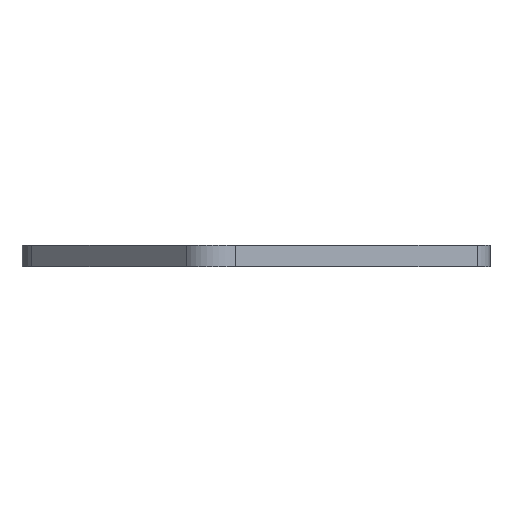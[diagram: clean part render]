
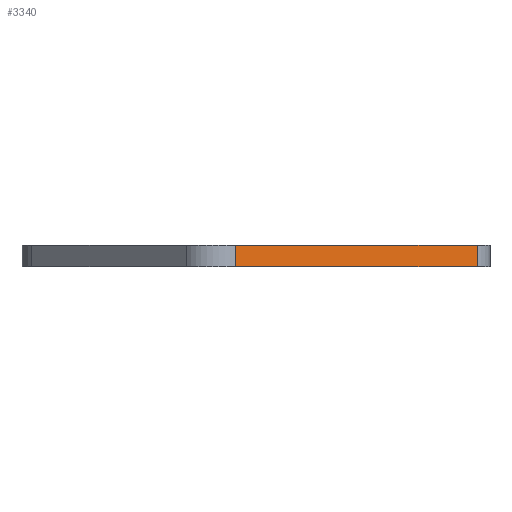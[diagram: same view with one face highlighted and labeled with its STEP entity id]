
A CAD part, left-side view. The second image highlights one B-rep face of the part: STEP entity #3340.
In plain terms, the highlighted planar face has unit normal (-0.793, -0.609, 0).
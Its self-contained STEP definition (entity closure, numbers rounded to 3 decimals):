
#72 = PLANE('',#73);
#73 = AXIS2_PLACEMENT_3D('',#74,#75,#76);
#74 = CARTESIAN_POINT('',(4.593,-2.438,3.));
#75 = DIRECTION('',(0.,0.,-1.));
#76 = DIRECTION('',(-1.,0.,0.));
#126 = PLANE('',#127);
#127 = AXIS2_PLACEMENT_3D('',#128,#129,#130);
#128 = CARTESIAN_POINT('',(4.593,-2.438,0.));
#129 = DIRECTION('',(0.,0.,1.));
#130 = DIRECTION('',(1.,0.,0.));
#1128 = VERTEX_POINT('',#1129);
#1129 = CARTESIAN_POINT('',(-51.674,22.297,0.));
#1144 = CYLINDRICAL_SURFACE('',#1145,5.);
#1145 = AXIS2_PLACEMENT_3D('',#1146,#1147,#1148);
#1146 = CARTESIAN_POINT('',(-47.707,25.341,0.));
#1147 = DIRECTION('',(-0.,-0.,-1.));
#1148 = DIRECTION('',(1.,0.,0.));
#1156 = EDGE_CURVE('',#1128,#1157,#1159,.T.);
#1157 = VERTEX_POINT('',#1158);
#1158 = CARTESIAN_POINT('',(-26.289,-10.785,0.));
#1159 = SURFACE_CURVE('',#1160,(#1164,#1171),.PCURVE_S1.);
#1160 = LINE('',#1161,#1162);
#1161 = CARTESIAN_POINT('',(-51.674,22.297,0.));
#1162 = VECTOR('',#1163,1.);
#1163 = DIRECTION('',(0.609,-0.793,0.));
#1164 = PCURVE('',#126,#1165);
#1165 = DEFINITIONAL_REPRESENTATION('',(#1166),#1170);
#1166 = LINE('',#1167,#1168);
#1167 = CARTESIAN_POINT('',(-56.267,24.735));
#1168 = VECTOR('',#1169,1.);
#1169 = DIRECTION('',(0.609,-0.793));
#1170 = ( GEOMETRIC_REPRESENTATION_CONTEXT(2) 
PARAMETRIC_REPRESENTATION_CONTEXT() REPRESENTATION_CONTEXT('2D SPACE',''
  ) );
#1171 = PCURVE('',#1172,#1177);
#1172 = PLANE('',#1173);
#1173 = AXIS2_PLACEMENT_3D('',#1174,#1175,#1176);
#1174 = CARTESIAN_POINT('',(-51.674,22.297,0.));
#1175 = DIRECTION('',(0.793,0.609,0.));
#1176 = DIRECTION('',(0.609,-0.793,0.));
#1177 = DEFINITIONAL_REPRESENTATION('',(#1178),#1182);
#1178 = LINE('',#1179,#1180);
#1179 = CARTESIAN_POINT('',(0.,0.));
#1180 = VECTOR('',#1181,1.);
#1181 = DIRECTION('',(1.,0.));
#1182 = ( GEOMETRIC_REPRESENTATION_CONTEXT(2) 
PARAMETRIC_REPRESENTATION_CONTEXT() REPRESENTATION_CONTEXT('2D SPACE',''
  ) );
#1201 = CYLINDRICAL_SURFACE('',#1202,4.5);
#1202 = AXIS2_PLACEMENT_3D('',#1203,#1204,#1205);
#1203 = CARTESIAN_POINT('',(-22.718,-8.046,0.));
#1204 = DIRECTION('',(-0.,-0.,-1.));
#1205 = DIRECTION('',(1.,0.,0.));
#1705 = VERTEX_POINT('',#1706);
#1706 = CARTESIAN_POINT('',(-26.289,-10.785,3.));
#1732 = EDGE_CURVE('',#1733,#1705,#1735,.T.);
#1733 = VERTEX_POINT('',#1734);
#1734 = CARTESIAN_POINT('',(-51.674,22.297,3.));
#1735 = SURFACE_CURVE('',#1736,(#1740,#1747),.PCURVE_S1.);
#1736 = LINE('',#1737,#1738);
#1737 = CARTESIAN_POINT('',(-51.674,22.297,3.));
#1738 = VECTOR('',#1739,1.);
#1739 = DIRECTION('',(0.609,-0.793,0.));
#1740 = PCURVE('',#72,#1741);
#1741 = DEFINITIONAL_REPRESENTATION('',(#1742),#1746);
#1742 = LINE('',#1743,#1744);
#1743 = CARTESIAN_POINT('',(56.267,24.735));
#1744 = VECTOR('',#1745,1.);
#1745 = DIRECTION('',(-0.609,-0.793));
#1746 = ( GEOMETRIC_REPRESENTATION_CONTEXT(2) 
PARAMETRIC_REPRESENTATION_CONTEXT() REPRESENTATION_CONTEXT('2D SPACE',''
  ) );
#1747 = PCURVE('',#1172,#1748);
#1748 = DEFINITIONAL_REPRESENTATION('',(#1749),#1753);
#1749 = LINE('',#1750,#1751);
#1750 = CARTESIAN_POINT('',(0.,-3.));
#1751 = VECTOR('',#1752,1.);
#1752 = DIRECTION('',(1.,0.));
#1753 = ( GEOMETRIC_REPRESENTATION_CONTEXT(2) 
PARAMETRIC_REPRESENTATION_CONTEXT() REPRESENTATION_CONTEXT('2D SPACE',''
  ) );
#3290 = EDGE_CURVE('',#1157,#1705,#3291,.T.);
#3291 = SURFACE_CURVE('',#3292,(#3296,#3303),.PCURVE_S1.);
#3292 = LINE('',#3293,#3294);
#3293 = CARTESIAN_POINT('',(-26.289,-10.785,0.));
#3294 = VECTOR('',#3295,1.);
#3295 = DIRECTION('',(0.,0.,1.));
#3296 = PCURVE('',#1201,#3297);
#3297 = DEFINITIONAL_REPRESENTATION('',(#3298),#3302);
#3298 = LINE('',#3299,#3300);
#3299 = CARTESIAN_POINT('',(-3.796,0.));
#3300 = VECTOR('',#3301,1.);
#3301 = DIRECTION('',(-0.,-1.));
#3302 = ( GEOMETRIC_REPRESENTATION_CONTEXT(2) 
PARAMETRIC_REPRESENTATION_CONTEXT() REPRESENTATION_CONTEXT('2D SPACE',''
  ) );
#3303 = PCURVE('',#1172,#3304);
#3304 = DEFINITIONAL_REPRESENTATION('',(#3305),#3309);
#3305 = LINE('',#3306,#3307);
#3306 = CARTESIAN_POINT('',(41.7,0.));
#3307 = VECTOR('',#3308,1.);
#3308 = DIRECTION('',(0.,-1.));
#3309 = ( GEOMETRIC_REPRESENTATION_CONTEXT(2) 
PARAMETRIC_REPRESENTATION_CONTEXT() REPRESENTATION_CONTEXT('2D SPACE',''
  ) );
#3340 = ADVANCED_FACE('',(#3341),#1172,.F.);
#3341 = FACE_BOUND('',#3342,.F.);
#3342 = EDGE_LOOP('',(#3343,#3364,#3365,#3366));
#3343 = ORIENTED_EDGE('',*,*,#3344,.T.);
#3344 = EDGE_CURVE('',#1128,#1733,#3345,.T.);
#3345 = SURFACE_CURVE('',#3346,(#3350,#3357),.PCURVE_S1.);
#3346 = LINE('',#3347,#3348);
#3347 = CARTESIAN_POINT('',(-51.674,22.297,0.));
#3348 = VECTOR('',#3349,1.);
#3349 = DIRECTION('',(0.,0.,1.));
#3350 = PCURVE('',#1172,#3351);
#3351 = DEFINITIONAL_REPRESENTATION('',(#3352),#3356);
#3352 = LINE('',#3353,#3354);
#3353 = CARTESIAN_POINT('',(0.,0.));
#3354 = VECTOR('',#3355,1.);
#3355 = DIRECTION('',(0.,-1.));
#3356 = ( GEOMETRIC_REPRESENTATION_CONTEXT(2) 
PARAMETRIC_REPRESENTATION_CONTEXT() REPRESENTATION_CONTEXT('2D SPACE',''
  ) );
#3357 = PCURVE('',#1144,#3358);
#3358 = DEFINITIONAL_REPRESENTATION('',(#3359),#3363);
#3359 = LINE('',#3360,#3361);
#3360 = CARTESIAN_POINT('',(-3.796,0.));
#3361 = VECTOR('',#3362,1.);
#3362 = DIRECTION('',(-0.,-1.));
#3363 = ( GEOMETRIC_REPRESENTATION_CONTEXT(2) 
PARAMETRIC_REPRESENTATION_CONTEXT() REPRESENTATION_CONTEXT('2D SPACE',''
  ) );
#3364 = ORIENTED_EDGE('',*,*,#1732,.T.);
#3365 = ORIENTED_EDGE('',*,*,#3290,.F.);
#3366 = ORIENTED_EDGE('',*,*,#1156,.F.);
